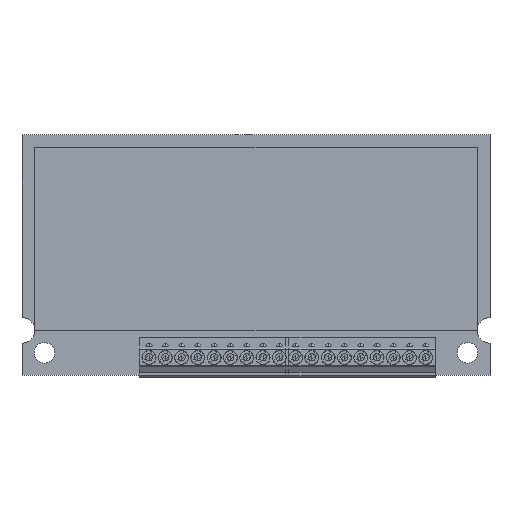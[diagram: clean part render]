
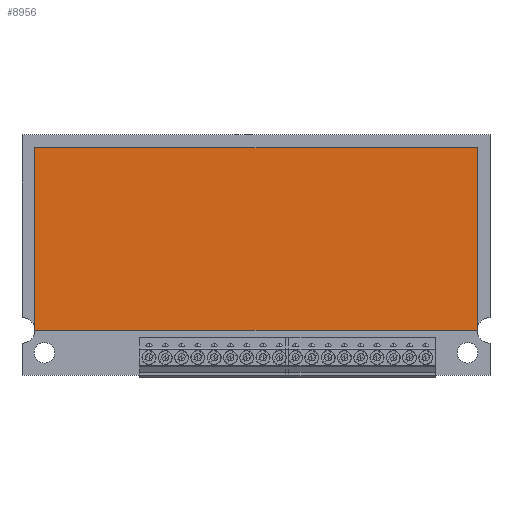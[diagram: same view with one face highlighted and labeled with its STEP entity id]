
A CAD part, top view. The second image highlights one B-rep face of the part: STEP entity #8956.
In plain terms, the highlighted planar face has unit normal (0, 0, 1).
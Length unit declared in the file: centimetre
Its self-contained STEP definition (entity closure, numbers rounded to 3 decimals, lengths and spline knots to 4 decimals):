
#771=VERTEX_POINT('',#12730);
#772=VERTEX_POINT('',#12731);
#775=VERTEX_POINT('',#12739);
#777=VERTEX_POINT('',#12745);
#1590=VECTOR('',#10584,1.);
#1594=VECTOR('',#10589,1.);
#1597=VECTOR('',#10593,1.);
#1600=VECTOR('',#10597,1.);
#2430=LINE('',#12729,#1590);
#2434=LINE('',#12738,#1594);
#2437=LINE('',#12744,#1597);
#2440=LINE('',#12750,#1600);
#3350=EDGE_CURVE('',#771,#772,#2430,.T.);
#3354=EDGE_CURVE('',#772,#775,#2434,.T.);
#3357=EDGE_CURVE('',#775,#777,#2437,.T.);
#3360=EDGE_CURVE('',#777,#771,#2440,.T.);
#4850=ORIENTED_EDGE('',*,*,#3350,.F.);
#4851=ORIENTED_EDGE('',*,*,#3360,.F.);
#4852=ORIENTED_EDGE('',*,*,#3357,.F.);
#4853=ORIENTED_EDGE('',*,*,#3354,.F.);
#7568=EDGE_LOOP('',(#4850,#4851,#4852,#4853));
#8319=FACE_BOUND('',#7568,.T.);
#8956=ADVANCED_FACE('',(#8319),#15666,.T.);
#9624=AXIS2_PLACEMENT_3D('',#12752,#10599,$);
#10584=DIRECTION('',(1.,0.,0.));
#10589=DIRECTION('',(0.,-1.,0.));
#10593=DIRECTION('',(-1.,0.,0.));
#10597=DIRECTION('',(0.,1.,0.));
#10599=DIRECTION('',(0.,0.,1.));
#12729=CARTESIAN_POINT('',(6.9,2.85,0.9));
#12730=CARTESIAN_POINT('',(0.,2.85,0.9));
#12731=CARTESIAN_POINT('',(6.9,2.85,0.9));
#12738=CARTESIAN_POINT('',(6.9,0.,0.9));
#12739=CARTESIAN_POINT('',(6.9,0.,0.9));
#12744=CARTESIAN_POINT('',(0.,0.,0.9));
#12745=CARTESIAN_POINT('',(0.,0.,0.9));
#12750=CARTESIAN_POINT('',(0.,2.85,0.9));
#12752=CARTESIAN_POINT('',(3.45,1.425,0.9));
#15666=PLANE('',#9624);
